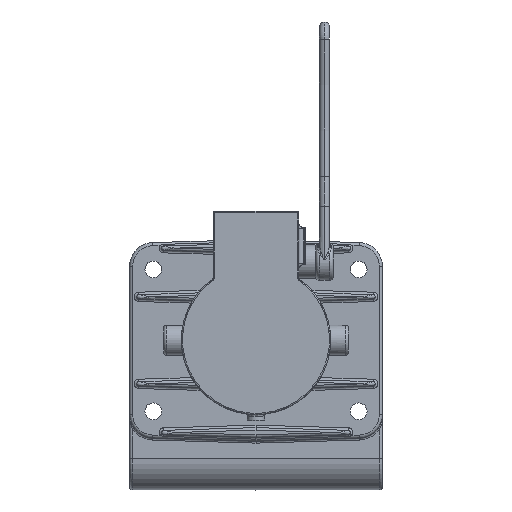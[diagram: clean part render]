
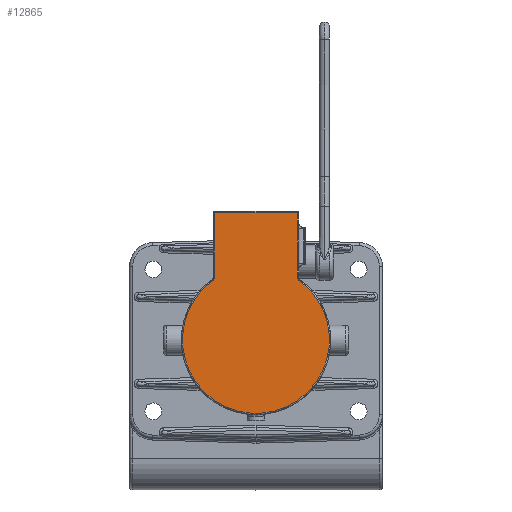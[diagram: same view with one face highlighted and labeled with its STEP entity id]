
A CAD part, top view. The second image highlights one B-rep face of the part: STEP entity #12865.
In plain terms, the highlighted planar face has unit normal (0, 0, 1).
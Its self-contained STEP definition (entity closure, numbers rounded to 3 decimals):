
#725=B_SPLINE_CURVE_WITH_KNOTS('',3,(#31311,#31312,#31313,#31314),
 .UNSPECIFIED.,.F.,.F.,(4,4),(-0.255,0.),
 .UNSPECIFIED.);
#727=B_SPLINE_CURVE_WITH_KNOTS('',3,(#31345,#31346,#31347,#31348),
 .UNSPECIFIED.,.F.,.F.,(4,4),(-0.255,0.),
 .UNSPECIFIED.);
#747=B_SPLINE_CURVE_WITH_KNOTS('',3,(#39396,#39397,#39398,#39399,#39400,
#39401,#39402,#39403,#39404,#39405,#39406,#39407,#39408,#39409,#39410,#39411,
#39412,#39413,#39414,#39415,#39416),.UNSPECIFIED.,.F.,.F.,(4,1,1,1,1,1,
1,1,1,1,1,1,1,1,1,1,1,1,4),(-0.937,-0.932,-0.928,
-0.92,-0.903,-0.886,-0.87,
-0.836,-0.803,-0.669,-0.535,
-0.435,-0.268,-0.201,-0.067,
-0.033,-0.017,-0.008,0.),
 .UNSPECIFIED.);
#2166=LINE('',#31322,#2740);
#2167=LINE('',#31356,#2741);
#2168=LINE('',#31372,#2742);
#2169=LINE('',#31374,#2743);
#2170=LINE('',#31380,#2744);
#2740=VECTOR('',#17586,10.);
#2741=VECTOR('',#17593,10.);
#2742=VECTOR('',#17624,10.);
#2743=VECTOR('',#17627,10.);
#2744=VECTOR('',#17636,10.);
#3487=FACE_OUTER_BOUND('',#4398,.T.);
#4398=EDGE_LOOP('',(#11239,#11240,#11241,#11242,#11243,#11244,#11245,#11246,
#11247,#11248,#11249,#11250,#11251,#11252));
#5184=CIRCLE('',#14292,1.);
#5186=CIRCLE('',#14294,1.);
#5233=CIRCLE('',#14390,3.);
#5234=CIRCLE('',#14393,59.);
#5235=CIRCLE('',#14394,59.);
#5236=CIRCLE('',#14395,3.);
#6303=VERTEX_POINT('',#31267);
#6304=VERTEX_POINT('',#31270);
#6305=VERTEX_POINT('',#31282);
#6306=VERTEX_POINT('',#31284);
#6307=VERTEX_POINT('',#31308);
#6308=VERTEX_POINT('',#31310);
#6309=VERTEX_POINT('',#31321);
#6310=VERTEX_POINT('',#31344);
#6311=VERTEX_POINT('',#31355);
#6312=VERTEX_POINT('',#31378);
#6347=VERTEX_POINT('',#39370);
#6349=VERTEX_POINT('',#39393);
#6350=VERTEX_POINT('',#39395);
#6351=VERTEX_POINT('',#39417);
#7923=EDGE_CURVE('',#6304,#6303,#5184,.T.);
#7925=EDGE_CURVE('',#6305,#6306,#5186,.T.);
#7929=EDGE_CURVE('',#6307,#6308,#725,.T.);
#7932=EDGE_CURVE('',#6308,#6309,#2166,.T.);
#7934=EDGE_CURVE('',#6309,#6310,#727,.T.);
#7937=EDGE_CURVE('',#6310,#6311,#2167,.T.);
#7945=EDGE_CURVE('',#6306,#6307,#2168,.T.);
#7946=EDGE_CURVE('',#6303,#6305,#2169,.T.);
#7949=EDGE_CURVE('',#6312,#6304,#2170,.T.);
#8028=EDGE_CURVE('',#6347,#6312,#5233,.T.);
#8030=EDGE_CURVE('',#6349,#6347,#5234,.T.);
#8031=EDGE_CURVE('',#6350,#6349,#747,.T.);
#8032=EDGE_CURVE('',#6351,#6350,#5235,.T.);
#8033=EDGE_CURVE('',#6311,#6351,#5236,.T.);
#11239=ORIENTED_EDGE('',*,*,#7937,.F.);
#11240=ORIENTED_EDGE('',*,*,#7934,.F.);
#11241=ORIENTED_EDGE('',*,*,#7932,.F.);
#11242=ORIENTED_EDGE('',*,*,#7929,.F.);
#11243=ORIENTED_EDGE('',*,*,#7945,.F.);
#11244=ORIENTED_EDGE('',*,*,#7925,.F.);
#11245=ORIENTED_EDGE('',*,*,#7946,.F.);
#11246=ORIENTED_EDGE('',*,*,#7923,.F.);
#11247=ORIENTED_EDGE('',*,*,#7949,.F.);
#11248=ORIENTED_EDGE('',*,*,#8028,.F.);
#11249=ORIENTED_EDGE('',*,*,#8030,.F.);
#11250=ORIENTED_EDGE('',*,*,#8031,.F.);
#11251=ORIENTED_EDGE('',*,*,#8032,.F.);
#11252=ORIENTED_EDGE('',*,*,#8033,.F.);
#12181=PLANE('',#14392);
#12865=ADVANCED_FACE('',(#3487),#12181,.T.);
#14292=AXIS2_PLACEMENT_3D('',#31272,#17570,#17571);
#14294=AXIS2_PLACEMENT_3D('',#31285,#17574,#17575);
#14390=AXIS2_PLACEMENT_3D('',#39372,#17801,#17802);
#14392=AXIS2_PLACEMENT_3D('',#39392,#17805,#17806);
#14393=AXIS2_PLACEMENT_3D('',#39394,#17807,#17808);
#14394=AXIS2_PLACEMENT_3D('',#39418,#17809,#17810);
#14395=AXIS2_PLACEMENT_3D('',#39419,#17811,#17812);
#17570=DIRECTION('center_axis',(0.,0.,-1.));
#17571=DIRECTION('ref_axis',(-0.707,0.707,0.));
#17574=DIRECTION('center_axis',(0.,0.,-1.));
#17575=DIRECTION('ref_axis',(0.707,0.707,0.));
#17586=DIRECTION('',(0.,-1.,0.));
#17593=DIRECTION('',(0.,-1.,0.));
#17624=DIRECTION('',(0.,-1.,0.));
#17627=DIRECTION('',(1.,0.,0.));
#17636=DIRECTION('',(0.,1.,0.));
#17801=DIRECTION('center_axis',(0.,0.,1.));
#17802=DIRECTION('ref_axis',(0.89,-0.456,0.));
#17805=DIRECTION('center_axis',(0.,0.,1.));
#17806=DIRECTION('ref_axis',(1.,0.,0.));
#17807=DIRECTION('center_axis',(0.,0.,-1.));
#17808=DIRECTION('ref_axis',(-0.959,-0.285,0.));
#17809=DIRECTION('center_axis',(0.,0.,-1.));
#17810=DIRECTION('ref_axis',(0.959,-0.285,0.));
#17811=DIRECTION('center_axis',(0.,0.,1.));
#17812=DIRECTION('ref_axis',(-0.89,-0.456,0.));
#31267=CARTESIAN_POINT('',(-32.553,92.07,154.117));
#31270=CARTESIAN_POINT('',(-33.553,91.07,154.117));
#31272=CARTESIAN_POINT('Origin',(-32.553,91.07,154.117));
#31282=CARTESIAN_POINT('',(31.947,92.07,154.117));
#31284=CARTESIAN_POINT('',(32.947,91.07,154.117));
#31285=CARTESIAN_POINT('Origin',(31.947,91.07,154.117));
#31308=CARTESIAN_POINT('',(32.947,81.457,154.117));
#31310=CARTESIAN_POINT('',(32.996,78.906,154.117));
#31311=CARTESIAN_POINT('Ctrl Pts',(32.947,81.457,154.117));
#31312=CARTESIAN_POINT('Ctrl Pts',(32.947,80.606,154.117));
#31313=CARTESIAN_POINT('Ctrl Pts',(32.996,79.756,154.117));
#31314=CARTESIAN_POINT('Ctrl Pts',(32.996,78.906,154.117));
#31321=CARTESIAN_POINT('',(32.996,50.906,154.117));
#31322=CARTESIAN_POINT('',(32.996,72.324,154.117));
#31344=CARTESIAN_POINT('',(32.947,48.354,154.117));
#31345=CARTESIAN_POINT('Ctrl Pts',(32.996,50.906,154.117));
#31346=CARTESIAN_POINT('Ctrl Pts',(32.996,50.055,154.117));
#31347=CARTESIAN_POINT('Ctrl Pts',(32.947,49.205,154.117));
#31348=CARTESIAN_POINT('Ctrl Pts',(32.947,48.354,154.117));
#31355=CARTESIAN_POINT('',(32.947,39.868,154.117));
#31356=CARTESIAN_POINT('',(32.947,27.156,154.117));
#31372=CARTESIAN_POINT('',(32.947,27.156,154.117));
#31374=CARTESIAN_POINT('',(-29.303,92.07,154.117));
#31378=CARTESIAN_POINT('',(-33.553,39.868,154.117));
#31380=CARTESIAN_POINT('',(-33.553,27.156,154.117));
#39370=CARTESIAN_POINT('',(-34.799,37.435,154.117));
#39372=CARTESIAN_POINT('Origin',(-36.553,39.868,154.117));
#39392=CARTESIAN_POINT('Origin',(-58.303,-10.43,154.117));
#39393=CARTESIAN_POINT('',(-4.929,-69.248,154.117));
#39394=CARTESIAN_POINT('Origin',(-0.303,-10.43,154.117));
#39395=CARTESIAN_POINT('',(4.323,-69.248,154.117));
#39396=CARTESIAN_POINT('Ctrl Pts',(4.323,-69.248,154.117));
#39397=CARTESIAN_POINT('Ctrl Pts',(4.309,-69.249,154.117));
#39398=CARTESIAN_POINT('Ctrl Pts',(4.281,-69.252,154.117));
#39399=CARTESIAN_POINT('Ctrl Pts',(4.226,-69.257,154.117));
#39400=CARTESIAN_POINT('Ctrl Pts',(4.128,-69.266,154.117));
#39401=CARTESIAN_POINT('Ctrl Pts',(3.99,-69.28,154.117));
#39402=CARTESIAN_POINT('Ctrl Pts',(3.824,-69.301,154.117));
#39403=CARTESIAN_POINT('Ctrl Pts',(3.603,-69.332,154.117));
#39404=CARTESIAN_POINT('Ctrl Pts',(3.328,-69.377,154.117));
#39405=CARTESIAN_POINT('Ctrl Pts',(2.67,-69.497,154.117));
#39406=CARTESIAN_POINT('Ctrl Pts',(1.69,-69.715,154.117));
#39407=CARTESIAN_POINT('Ctrl Pts',(0.48,-69.919,
154.117));
#39408=CARTESIAN_POINT('Ctrl Pts',(-0.863,-69.951,
154.117));
#39409=CARTESIAN_POINT('Ctrl Pts',(-1.968,-69.776,
154.117));
#39410=CARTESIAN_POINT('Ctrl Pts',(-3.167,-69.523,
154.117));
#39411=CARTESIAN_POINT('Ctrl Pts',(-3.932,-69.368,
154.117));
#39412=CARTESIAN_POINT('Ctrl Pts',(-4.54,-69.286,
154.117));
#39413=CARTESIAN_POINT('Ctrl Pts',(-4.734,-69.266,
154.117));
#39414=CARTESIAN_POINT('Ctrl Pts',(-4.845,-69.255,
154.117));
#39415=CARTESIAN_POINT('Ctrl Pts',(-4.901,-69.251,154.117));
#39416=CARTESIAN_POINT('Ctrl Pts',(-4.929,-69.248,
154.117));
#39417=CARTESIAN_POINT('',(34.193,37.435,154.117));
#39418=CARTESIAN_POINT('Origin',(-0.303,-10.43,154.117));
#39419=CARTESIAN_POINT('Origin',(35.947,39.868,154.117));
